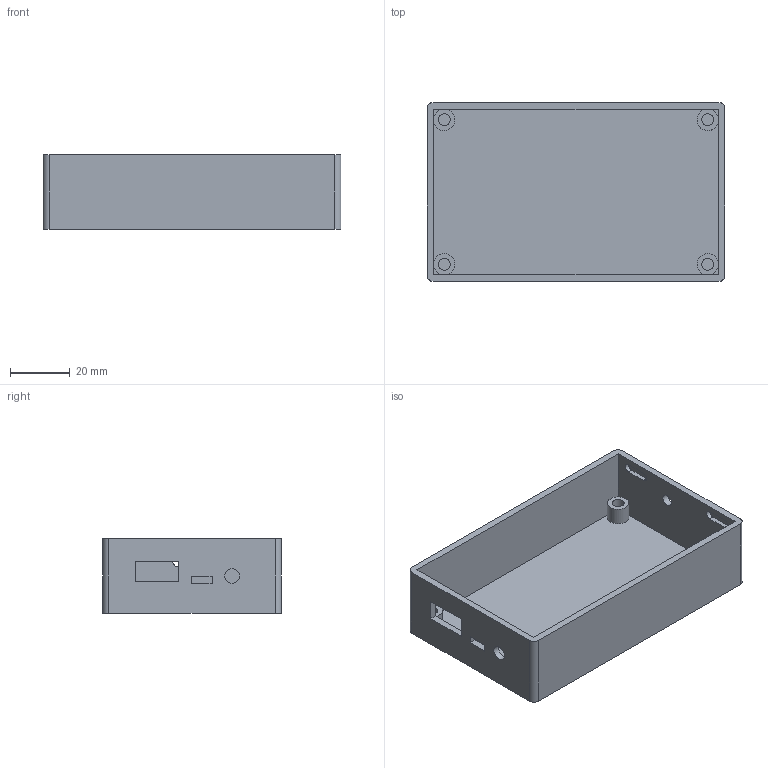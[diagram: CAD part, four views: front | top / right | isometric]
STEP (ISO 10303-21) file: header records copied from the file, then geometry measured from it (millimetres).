
FILE_DESCRIPTION(('FreeCAD Model'),'2;1');
FILE_NAME('Open CASCADE Shape Model','2022-08-31T16:24:13',(''),(''), 'Open CASCADE STEP processor 7.6','FreeCAD','Unknown');
FILE_SCHEMA(('AUTOMOTIVE_DESIGN { 1 0 10303 214 1 1 1 1 }'));
Length unit declared in the file: millimetre
Products named in the file (1): Box
Bounding box: 100 x 60 x 25 mm (x, y, z)
Volume: 29495.6 mm3; surface area: 27501.2 mm2
Topology: 1 solids, 1 shells, 71 faces, 180 edges, 120 vertices
Faces by surface type: plane 43, cylinder 28
Full cylindrical faces by diameter (mm): 3.96 x1, 4 x4, 5 x1
Entity records: 2190 total; most frequent: DIRECTION 380, CARTESIAN_POINT 372, ORIENTED_EDGE 360, EDGE_CURVE 180, AXIS2_PLACEMENT_3D 128, LINE 124, VECTOR 124, VERTEX_POINT 120
